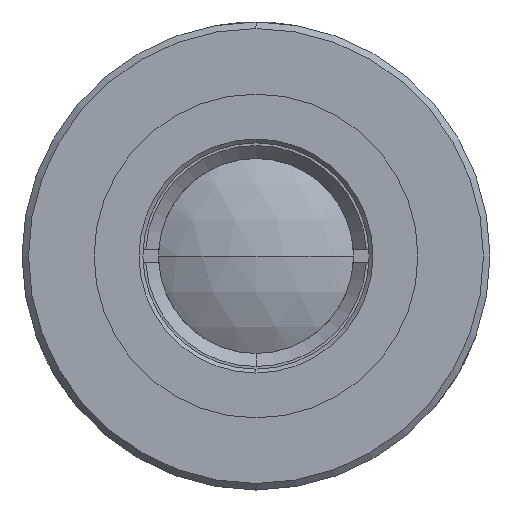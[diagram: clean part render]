
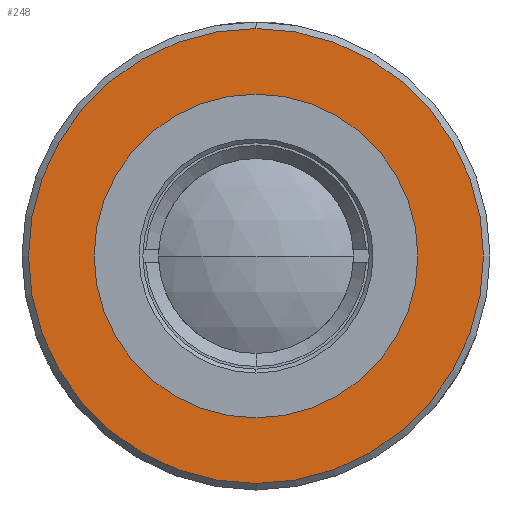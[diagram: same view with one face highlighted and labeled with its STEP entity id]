
A CAD part, left-side view. The second image highlights one B-rep face of the part: STEP entity #248.
In plain terms, the highlighted planar face has unit normal (-1, 0, 0).
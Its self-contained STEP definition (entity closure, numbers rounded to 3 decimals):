
#41 = CIRCLE ( 'NONE', #3107, 17.5 ) ;
#85 = DIRECTION ( 'NONE',  ( 0., 0., -1. ) ) ;
#205 = CARTESIAN_POINT ( 'NONE',  ( -4.996, 0., 0. ) ) ;
#248 = ADVANCED_FACE ( 'NONE', ( #326, #2383 ), #1892, .F. ) ;
#280 = DIRECTION ( 'NONE',  ( 0., 0., 1. ) ) ;
#326 = FACE_OUTER_BOUND ( 'NONE', #714, .T. ) ;
#421 = ORIENTED_EDGE ( 'NONE', *, *, #710, .F. ) ;
#438 = EDGE_LOOP ( 'NONE', ( #421, #2118 ) ) ;
#570 = CIRCLE ( 'NONE', #834, 17.5 ) ;
#710 = EDGE_CURVE ( 'NONE', #2799, #2000, #1155, .T. ) ;
#714 = EDGE_LOOP ( 'NONE', ( #3276, #3259 ) ) ;
#834 = AXIS2_PLACEMENT_3D ( 'NONE', #205, #1486, #1537 ) ;
#956 = VERTEX_POINT ( 'NONE', #2356 ) ;
#975 = DIRECTION ( 'NONE',  ( -1., 0., 0. ) ) ;
#1091 = DIRECTION ( 'NONE',  ( 1., 0., 0. ) ) ;
#1100 = AXIS2_PLACEMENT_3D ( 'NONE', #2582, #1091, #85 ) ;
#1155 = CIRCLE ( 'NONE', #2078, 12.45 ) ;
#1172 = CARTESIAN_POINT ( 'NONE',  ( -4.996, 0., -12.45 ) ) ;
#1193 = EDGE_CURVE ( 'NONE', #956, #1500, #570, .T. ) ;
#1484 = DIRECTION ( 'NONE',  ( -1., 0., 0. ) ) ;
#1486 = DIRECTION ( 'NONE',  ( -1., 0., 0. ) ) ;
#1500 = VERTEX_POINT ( 'NONE', #2916 ) ;
#1510 = DIRECTION ( 'NONE',  ( 0., 0., -1. ) ) ;
#1517 = CARTESIAN_POINT ( 'NONE',  ( -4.996, 0., 0. ) ) ;
#1537 = DIRECTION ( 'NONE',  ( 0., 0., -1. ) ) ;
#1892 = PLANE ( 'NONE',  #1100 ) ;
#2000 = VERTEX_POINT ( 'NONE', #1172 ) ;
#2078 = AXIS2_PLACEMENT_3D ( 'NONE', #2872, #2630, #280 ) ;
#2118 = ORIENTED_EDGE ( 'NONE', *, *, #2580, .F. ) ;
#2145 = AXIS2_PLACEMENT_3D ( 'NONE', #1517, #1484, #3282 ) ;
#2216 = CARTESIAN_POINT ( 'NONE',  ( -4.996, 0., 12.45 ) ) ;
#2353 = CIRCLE ( 'NONE', #2145, 12.45 ) ;
#2356 = CARTESIAN_POINT ( 'NONE',  ( -4.996, 0., 17.5 ) ) ;
#2383 = FACE_BOUND ( 'NONE', #438, .T. ) ;
#2580 = EDGE_CURVE ( 'NONE', #2000, #2799, #2353, .T. ) ;
#2582 = CARTESIAN_POINT ( 'NONE',  ( -4.996, 18., 0. ) ) ;
#2630 = DIRECTION ( 'NONE',  ( -1., 0., 0. ) ) ;
#2799 = VERTEX_POINT ( 'NONE', #2216 ) ;
#2872 = CARTESIAN_POINT ( 'NONE',  ( -4.996, 0., 0. ) ) ;
#2916 = CARTESIAN_POINT ( 'NONE',  ( -4.996, 0., -17.5 ) ) ;
#3107 = AXIS2_PLACEMENT_3D ( 'NONE', #3289, #975, #1510 ) ;
#3259 = ORIENTED_EDGE ( 'NONE', *, *, #1193, .T. ) ;
#3276 = ORIENTED_EDGE ( 'NONE', *, *, #3310, .T. ) ;
#3282 = DIRECTION ( 'NONE',  ( 0., 0., 1. ) ) ;
#3289 = CARTESIAN_POINT ( 'NONE',  ( -4.996, 0., 0. ) ) ;
#3310 = EDGE_CURVE ( 'NONE', #1500, #956, #41, .T. ) ;
